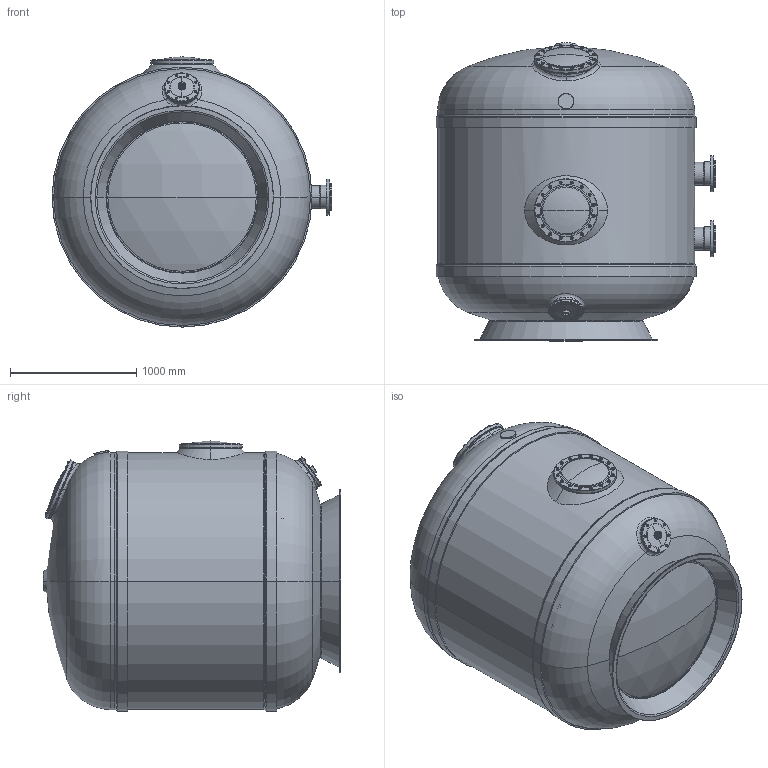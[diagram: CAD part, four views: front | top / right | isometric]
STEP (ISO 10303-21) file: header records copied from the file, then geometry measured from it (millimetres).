
FILE_DESCRIPTION (( 'STEP AP214' ), '1' );
FILE_NAME ('coral200c_nozzle_plate.STEP', '2020-07-07T13:45:06', ( '' ), ( '' ), 'SwSTEP 2.0', 'SolidWorks 2019', '' );
FILE_SCHEMA (( 'AUTOMOTIVE_DESIGN' ));
Length unit declared in the file: millimetre
Products named in the file (26): loose_flange_pvc_160.prt; loose_flange_pvc_160.asm; washer_fi12.prt; sight_glass_3col.asm; socket_ma1_160.prt; coral200c_nozzle_plate; cover_block_dn400.asm; pvc_tube_flange_160.prt; stub_pvc_160.prt; socket_ma3_50.prt; cover_block_dn200.prt; support_200c.prt; sight_glass_3col.prt; cover_block_dn200.asm; cover_block_dn400.prt; cylinder_200c.prt; hex_screw_m12_50.prt; gasket_block_dn200.prt; dished_bottom_200c.prt; dished_top_200c.prt; washer_fi8.prt; gasket_sight_glass.prt; gasket_block_dn400.prt; hex_screw_m8_40.prt
Assembly tree (107 placements, depth 3):
  coral200c_nozzle_plate
    support_200c.prt
    dished_bottom_200c.prt
    cylinder_200c.prt
    dished_top_200c.prt
    cover_block_dn200.asm
      cover_block_dn200.prt
      gasket_block_dn200.prt
      washer_fi8.prt  x8
      hex_screw_m8_40.prt  x8
      socket_ma3_50.prt
    socket_ma1_160.prt  x2
    cover_block_dn400.asm
      cover_block_dn400.prt
      gasket_block_dn400.prt
      washer_fi12.prt  x16
      hex_screw_m12_50.prt  x16
    sight_glass_3col.asm
      sight_glass_3col.prt
      gasket_sight_glass.prt
    cover_block_dn400.asm
      cover_block_dn400.prt
      gasket_block_dn400.prt
      washer_fi12.prt  x16
      hex_screw_m12_50.prt  x16
    pvc_tube_flange_160.prt  x2
    loose_flange_pvc_160.asm
      stub_pvc_160.prt
      loose_flange_pvc_160.prt
    loose_flange_pvc_160.asm
      stub_pvc_160.prt
      loose_flange_pvc_160.prt
Bounding box: 2216.14 x 2358.5 x 2139.78 mm (x, y, z)
Volume: 29177508.7 mm3; surface area: 41098551.4 mm2
Topology: 98 solids, 145 shells, 1792 faces, 4015 edges, 2471 vertices
Faces by surface type: cylinder 653, plane 546, cone 469, torus 96, bspline 16, sphere 12
Entity records: 35061 total; most frequent: CARTESIAN_POINT 16248, DIRECTION 3513, ORIENTED_EDGE 3092, EDGE_CURVE 1634, AXIS2_PLACEMENT_3D 1544, VERTEX_POINT 1057, EDGE_LOOP 915, CIRCLE 730
